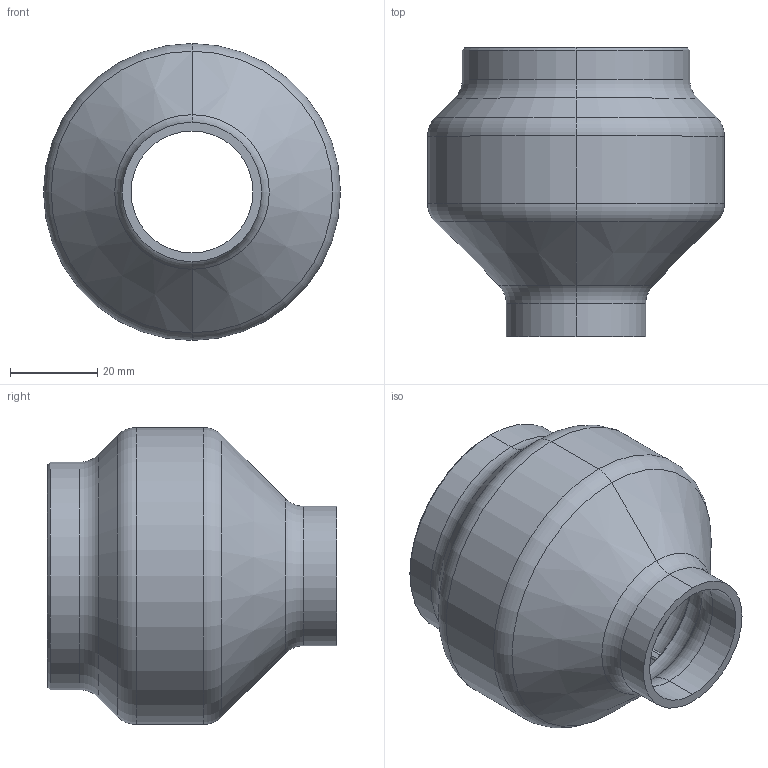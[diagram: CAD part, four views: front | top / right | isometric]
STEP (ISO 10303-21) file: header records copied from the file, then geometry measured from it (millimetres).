
FILE_DESCRIPTION (( 'STEP AP203' ), '1' );
FILE_NAME ('2. Main body.STEP', '2020-03-20T05:51:20', ( '' ), ( '' ), 'SwSTEP 2.0', 'SolidWorks 2018', '' );
FILE_SCHEMA (( 'CONFIG_CONTROL_DESIGN' ));
Length unit declared in the file: millimetre
Products named in the file (1): 2. Main body
Bounding box: 68.2 x 66.37 x 68.2 mm (x, y, z)
Volume: 26624.6 mm3; surface area: 27663.5 mm2
Topology: 1 solids, 1 shells, 244 faces, 573 edges, 314 vertices
Faces by surface type: bspline 84, torus 68, cylinder 47, cone 24, plane 15, sphere 6
Entity records: 9082 total; most frequent: CARTESIAN_POINT 4062, ORIENTED_EDGE 1110, DIRECTION 979, EDGE_CURVE 555, AXIS2_PLACEMENT_3D 451, VERTEX_POINT 314, CIRCLE 290, EDGE_LOOP 247
